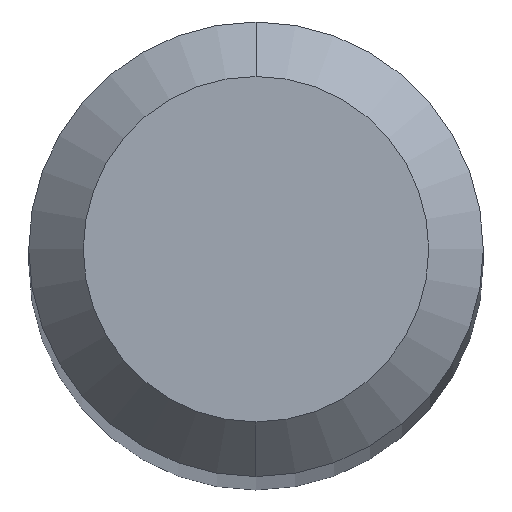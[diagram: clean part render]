
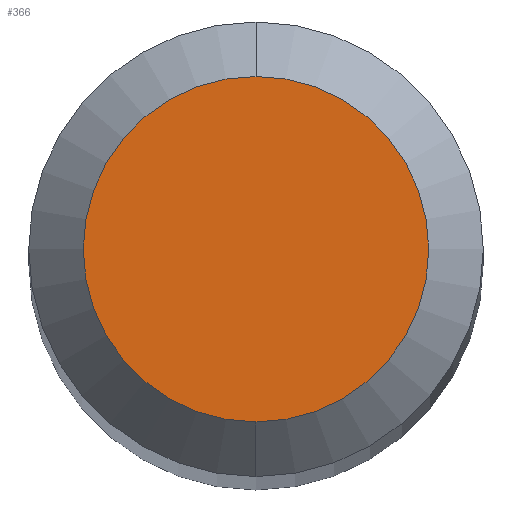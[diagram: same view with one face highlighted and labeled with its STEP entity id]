
A CAD part, top view. The second image highlights one B-rep face of the part: STEP entity #366.
In plain terms, the highlighted planar face has unit normal (0, 0, 1).
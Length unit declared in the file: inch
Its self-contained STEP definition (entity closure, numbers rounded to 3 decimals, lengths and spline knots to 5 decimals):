
#12 = DIRECTION ( 'NONE',  ( 0., -1., 0. ) ) ;
#19 = FACE_OUTER_BOUND ( 'NONE', #116, .T. ) ;
#57 = CARTESIAN_POINT ( 'NONE',  ( 0., -0.0475, 0. ) ) ;
#67 = DIRECTION ( 'NONE',  ( 0., 0., 1. ) ) ;
#74 = DIRECTION ( 'NONE',  ( 0., -1., 0. ) ) ;
#113 = CARTESIAN_POINT ( 'NONE',  ( 0., 0., 0. ) ) ;
#116 = EDGE_LOOP ( 'NONE', ( #291, #566 ) ) ;
#150 = DIRECTION ( 'NONE',  ( 0., 1., 0. ) ) ;
#274 = VERTEX_POINT ( 'NONE', #57 ) ;
#278 = AXIS2_PLACEMENT_3D ( 'NONE', #493, #412, #12 ) ;
#291 = ORIENTED_EDGE ( 'NONE', *, *, #451, .T. ) ;
#358 = CIRCLE ( 'NONE', #278, 0.0475 ) ;
#366 = ADVANCED_FACE ( 'NONE', ( #19 ), #372, .F. ) ;
#372 = PLANE ( 'NONE',  #496 ) ;
#388 = CARTESIAN_POINT ( 'NONE',  ( 0., 0.0475, 0. ) ) ;
#395 = EDGE_CURVE ( 'NONE', #274, #540, #358, .T. ) ;
#412 = DIRECTION ( 'NONE',  ( 0., 0., 1. ) ) ;
#413 = DIRECTION ( 'NONE',  ( 0., 0., -1. ) ) ;
#451 = EDGE_CURVE ( 'NONE', #540, #274, #543, .T. ) ;
#493 = CARTESIAN_POINT ( 'NONE',  ( 0., 0., 0. ) ) ;
#496 = AXIS2_PLACEMENT_3D ( 'NONE', #539, #413, #150 ) ;
#532 = AXIS2_PLACEMENT_3D ( 'NONE', #113, #67, #74 ) ;
#539 = CARTESIAN_POINT ( 'NONE',  ( 0., 0.0475, 0. ) ) ;
#540 = VERTEX_POINT ( 'NONE', #388 ) ;
#543 = CIRCLE ( 'NONE', #532, 0.0475 ) ;
#566 = ORIENTED_EDGE ( 'NONE', *, *, #395, .T. ) ;
